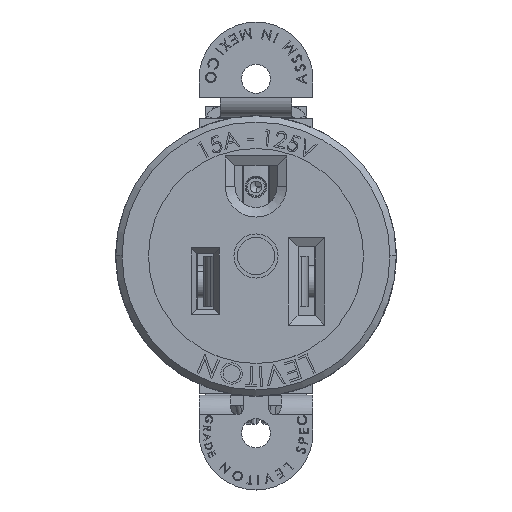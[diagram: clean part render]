
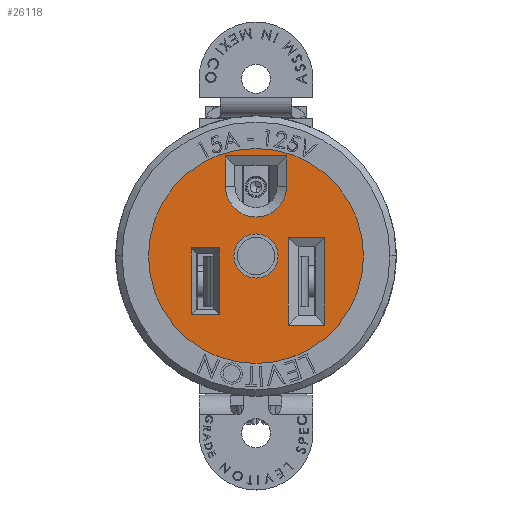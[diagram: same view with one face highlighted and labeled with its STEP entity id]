
A CAD part, top view. The second image highlights one B-rep face of the part: STEP entity #26118.
In plain terms, the highlighted planar face has unit normal (0, 0, 1).
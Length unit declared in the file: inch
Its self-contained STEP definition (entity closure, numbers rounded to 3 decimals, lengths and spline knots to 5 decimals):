
#219 = VERTEX_POINT ( 'NONE', #51546 ) ;
#1777 = LINE ( 'NONE', #2155, #32529 ) ;
#2155 = CARTESIAN_POINT ( 'NONE',  ( 0.53998, 1.29243, 2.09932 ) ) ;
#2251 = ORIENTED_EDGE ( 'NONE', *, *, #46171, .F. ) ;
#2422 = CARTESIAN_POINT ( 'NONE',  ( 0.11635, 0.81093, 2.09932 ) ) ;
#3185 = CARTESIAN_POINT ( 'NONE',  ( 0.43598, 1.14143, 2.09932 ) ) ;
#3984 = VERTEX_POINT ( 'NONE', #25200 ) ;
#5124 = VERTEX_POINT ( 'NONE', #44541 ) ;
#5763 = CIRCLE ( 'NONE', #31523, 0.531 ) ;
#6116 = ORIENTED_EDGE ( 'NONE', *, *, #88613, .T. ) ;
#6518 = EDGE_CURVE ( 'NONE', #86298, #52363, #1777, .T. ) ;
#6782 = DIRECTION ( 'NONE',  ( 0., 1., 0. ) ) ;
#7386 = EDGE_LOOP ( 'NONE', ( #45987, #51434 ) ) ;
#8195 = CARTESIAN_POINT ( 'NONE',  ( 0.25562, 0.53593, 2.09932 ) ) ;
#8230 = AXIS2_PLACEMENT_3D ( 'NONE', #12083, #21032, #94455 ) ;
#9762 = VERTEX_POINT ( 'NONE', #49565 ) ;
#10273 = VERTEX_POINT ( 'NONE', #20257 ) ;
#12083 = CARTESIAN_POINT ( 'NONE',  ( 0.43598, 0.79843, 2.09932 ) ) ;
#12217 = EDGE_CURVE ( 'NONE', #40471, #69566, #103907, .T. ) ;
#13081 = AXIS2_PLACEMENT_3D ( 'NONE', #55677, #71623, #46720 ) ;
#13410 = ORIENTED_EDGE ( 'NONE', *, *, #30470, .T. ) ;
#14652 = VECTOR ( 'NONE', #17796, 39.37008 ) ;
#14786 = CARTESIAN_POINT ( 'NONE',  ( 0.11635, 0.50879, 2.09932 ) ) ;
#15035 = CARTESIAN_POINT ( 'NONE',  ( 0.22848, 0.83807, 2.09932 ) ) ;
#15392 = DIRECTION ( 'NONE',  ( 1., 0., 0. ) ) ;
#16273 = DIRECTION ( 'NONE',  ( 0., 0., 1. ) ) ;
#16333 = EDGE_CURVE ( 'NONE', #81057, #29161, #102247, .T. ) ;
#16701 = CARTESIAN_POINT ( 'NONE',  ( 0.43598, 0.79843, 2.09932 ) ) ;
#16998 = VECTOR ( 'NONE', #6782, 39.37008 ) ;
#17089 = CARTESIAN_POINT ( 'NONE',  ( -0.09502, 0.79843, 2.09932 ) ) ;
#17796 = DIRECTION ( 'NONE',  ( -1., 0., 0. ) ) ;
#19251 = DIRECTION ( 'NONE',  ( 1., 0., 0. ) ) ;
#19462 = VERTEX_POINT ( 'NONE', #17089 ) ;
#20257 = CARTESIAN_POINT ( 'NONE',  ( 0.11635, 0.83807, 2.09932 ) ) ;
#20844 = CARTESIAN_POINT ( 'NONE',  ( 0.58698, 1.29243, 2.09932 ) ) ;
#21032 = DIRECTION ( 'NONE',  ( 0., 0., 1. ) ) ;
#21341 = ORIENTED_EDGE ( 'NONE', *, *, #72383, .T. ) ;
#25200 = CARTESIAN_POINT ( 'NONE',  ( 0.77548, 0.89043, 2.09932 ) ) ;
#26118 = ADVANCED_FACE ( 'NONE', ( #92670, #53964, #57796, #52638, #32058 ), #68576, .T. ) ;
#27224 = AXIS2_PLACEMENT_3D ( 'NONE', #57588, #16273, #91123 ) ;
#27859 = EDGE_LOOP ( 'NONE', ( #21341, #69832, #80231, #89936 ) ) ;
#27866 = LINE ( 'NONE', #46968, #61339 ) ;
#28355 = VERTEX_POINT ( 'NONE', #94104 ) ;
#28465 = CARTESIAN_POINT ( 'NONE',  ( 0.28498, 1.29243, 2.09932 ) ) ;
#29110 = DIRECTION ( 'NONE',  ( 1., 0., 0. ) ) ;
#29161 = VERTEX_POINT ( 'NONE', #14786 ) ;
#30470 = EDGE_CURVE ( 'NONE', #10273, #55534, #38005, .T. ) ;
#31523 = AXIS2_PLACEMENT_3D ( 'NONE', #16701, #91912, #73924 ) ;
#31680 = CIRCLE ( 'NONE', #27224, 0.109 ) ;
#32058 = FACE_OUTER_BOUND ( 'NONE', #7386, .T. ) ;
#32529 = VECTOR ( 'NONE', #46150, 39.37008 ) ;
#32985 = EDGE_CURVE ( 'NONE', #29161, #10273, #88427, .T. ) ;
#33238 = VECTOR ( 'NONE', #50736, 39.37008 ) ;
#33765 = DIRECTION ( 'NONE',  ( 0., -1., 0. ) ) ;
#34803 = VECTOR ( 'NONE', #40883, 39.37008 ) ;
#35598 = CARTESIAN_POINT ( 'NONE',  ( 0.58698, 1.14143, 2.09932 ) ) ;
#36587 = LINE ( 'NONE', #75614, #88113 ) ;
#38005 = LINE ( 'NONE', #15035, #65054 ) ;
#39639 = ORIENTED_EDGE ( 'NONE', *, *, #51804, .T. ) ;
#40471 = VERTEX_POINT ( 'NONE', #74443 ) ;
#40504 = EDGE_CURVE ( 'NONE', #55534, #81057, #47663, .T. ) ;
#40883 = DIRECTION ( 'NONE',  ( 0., -1., 0. ) ) ;
#41961 = ORIENTED_EDGE ( 'NONE', *, *, #98374, .T. ) ;
#44541 = CARTESIAN_POINT ( 'NONE',  ( 0.77548, 0.45643, 2.09932 ) ) ;
#45909 = ORIENTED_EDGE ( 'NONE', *, *, #46462, .T. ) ;
#45987 = ORIENTED_EDGE ( 'NONE', *, *, #51592, .T. ) ;
#46150 = DIRECTION ( 'NONE',  ( 1., 0., 0. ) ) ;
#46171 = EDGE_CURVE ( 'NONE', #69566, #40471, #31680, .T. ) ;
#46462 = EDGE_CURVE ( 'NONE', #9762, #3984, #88229, .T. ) ;
#46720 = DIRECTION ( 'NONE',  ( 1., 0., 0. ) ) ;
#46956 = CIRCLE ( 'NONE', #13081, 0.531 ) ;
#46968 = CARTESIAN_POINT ( 'NONE',  ( 0.28498, 1.24543, 2.09932 ) ) ;
#47271 = ORIENTED_EDGE ( 'NONE', *, *, #12217, .F. ) ;
#47663 = LINE ( 'NONE', #8195, #34803 ) ;
#49392 = ORIENTED_EDGE ( 'NONE', *, *, #16333, .T. ) ;
#49466 = CARTESIAN_POINT ( 'NONE',  ( 0.96698, 0.79843, 2.09932 ) ) ;
#49565 = CARTESIAN_POINT ( 'NONE',  ( 0.59648, 0.89043, 2.09932 ) ) ;
#50736 = DIRECTION ( 'NONE',  ( 0., -1., 0. ) ) ;
#51434 = ORIENTED_EDGE ( 'NONE', *, *, #85956, .T. ) ;
#51546 = CARTESIAN_POINT ( 'NONE',  ( 0.28498, 1.14143, 2.09932 ) ) ;
#51592 = EDGE_CURVE ( 'NONE', #19462, #92865, #46956, .T. ) ;
#51804 = EDGE_CURVE ( 'NONE', #57325, #9762, #91763, .T. ) ;
#52363 = VERTEX_POINT ( 'NONE', #20844 ) ;
#52429 = CARTESIAN_POINT ( 'NONE',  ( 0.25562, 0.50879, 2.09932 ) ) ;
#52638 = FACE_BOUND ( 'NONE', #78027, .T. ) ;
#53652 = CARTESIAN_POINT ( 'NONE',  ( 0.32698, 0.79843, 2.09932 ) ) ;
#53896 = ORIENTED_EDGE ( 'NONE', *, *, #40504, .T. ) ;
#53964 = FACE_BOUND ( 'NONE', #81125, .T. ) ;
#55534 = VERTEX_POINT ( 'NONE', #67141 ) ;
#55677 = CARTESIAN_POINT ( 'NONE',  ( 0.43598, 0.79843, 2.09932 ) ) ;
#56338 = DIRECTION ( 'NONE',  ( -1., 0., 0. ) ) ;
#57325 = VERTEX_POINT ( 'NONE', #93411 ) ;
#57486 = CARTESIAN_POINT ( 'NONE',  ( 0.59648, 0.84343, 2.09932 ) ) ;
#57588 = CARTESIAN_POINT ( 'NONE',  ( 0.43598, 0.79843, 2.09932 ) ) ;
#57796 = FACE_BOUND ( 'NONE', #27859, .T. ) ;
#59094 = ORIENTED_EDGE ( 'NONE', *, *, #32985, .T. ) ;
#61339 = VECTOR ( 'NONE', #72546, 39.37008 ) ;
#63896 = EDGE_CURVE ( 'NONE', #52363, #28355, #82271, .T. ) ;
#65054 = VECTOR ( 'NONE', #15392, 39.37008 ) ;
#66414 = AXIS2_PLACEMENT_3D ( 'NONE', #85492, #100956, #19251 ) ;
#67141 = CARTESIAN_POINT ( 'NONE',  ( 0.25562, 0.83807, 2.09932 ) ) ;
#67878 = DIRECTION ( 'NONE',  ( 0., 1., 0. ) ) ;
#68576 = PLANE ( 'NONE',  #66414 ) ;
#68645 = DIRECTION ( 'NONE',  ( 0., 0., -1. ) ) ;
#69566 = VERTEX_POINT ( 'NONE', #53652 ) ;
#69832 = ORIENTED_EDGE ( 'NONE', *, *, #6518, .T. ) ;
#71623 = DIRECTION ( 'NONE',  ( 0., 0., 1. ) ) ;
#71888 = CARTESIAN_POINT ( 'NONE',  ( 0.64348, 0.45643, 2.09932 ) ) ;
#72383 = EDGE_CURVE ( 'NONE', #219, #86298, #27866, .T. ) ;
#72546 = DIRECTION ( 'NONE',  ( 0., 1., 0. ) ) ;
#72990 = EDGE_LOOP ( 'NONE', ( #59094, #13410, #53896, #49392 ) ) ;
#73924 = DIRECTION ( 'NONE',  ( 1., 0., 0. ) ) ;
#74127 = VECTOR ( 'NONE', #29110, 39.37008 ) ;
#74340 = VECTOR ( 'NONE', #67878, 39.37008 ) ;
#74354 = CIRCLE ( 'NONE', #97868, 0.151 ) ;
#74443 = CARTESIAN_POINT ( 'NONE',  ( 0.54498, 0.79843, 2.09932 ) ) ;
#75614 = CARTESIAN_POINT ( 'NONE',  ( 0.77548, 0.50343, 2.09932 ) ) ;
#77337 = DIRECTION ( 'NONE',  ( 1., 0., 0. ) ) ;
#77808 = VECTOR ( 'NONE', #56338, 39.37008 ) ;
#78027 = EDGE_LOOP ( 'NONE', ( #47271, #2251 ) ) ;
#80231 = ORIENTED_EDGE ( 'NONE', *, *, #63896, .T. ) ;
#80372 = LINE ( 'NONE', #71888, #77808 ) ;
#81057 = VERTEX_POINT ( 'NONE', #52429 ) ;
#81125 = EDGE_LOOP ( 'NONE', ( #39639, #45909, #41961, #6116 ) ) ;
#82271 = LINE ( 'NONE', #35598, #33238 ) ;
#85492 = CARTESIAN_POINT ( 'NONE',  ( 0.43598, 0.79843, 2.09932 ) ) ;
#85956 = EDGE_CURVE ( 'NONE', #92865, #19462, #5763, .T. ) ;
#86298 = VERTEX_POINT ( 'NONE', #28465 ) ;
#87092 = CARTESIAN_POINT ( 'NONE',  ( 0.72848, 0.89043, 2.09932 ) ) ;
#88113 = VECTOR ( 'NONE', #33765, 39.37008 ) ;
#88229 = LINE ( 'NONE', #87092, #74127 ) ;
#88427 = LINE ( 'NONE', #2422, #74340 ) ;
#88613 = EDGE_CURVE ( 'NONE', #5124, #57325, #80372, .T. ) ;
#89936 = ORIENTED_EDGE ( 'NONE', *, *, #105812, .T. ) ;
#91123 = DIRECTION ( 'NONE',  ( 1., 0., 0. ) ) ;
#91763 = LINE ( 'NONE', #57486, #16998 ) ;
#91912 = DIRECTION ( 'NONE',  ( 0., 0., 1. ) ) ;
#92670 = FACE_BOUND ( 'NONE', #72990, .T. ) ;
#92865 = VERTEX_POINT ( 'NONE', #49466 ) ;
#93411 = CARTESIAN_POINT ( 'NONE',  ( 0.59648, 0.45643, 2.09932 ) ) ;
#94104 = CARTESIAN_POINT ( 'NONE',  ( 0.58698, 1.14143, 2.09932 ) ) ;
#94455 = DIRECTION ( 'NONE',  ( 1., 0., 0. ) ) ;
#97868 = AXIS2_PLACEMENT_3D ( 'NONE', #3185, #68645, #77337 ) ;
#98374 = EDGE_CURVE ( 'NONE', #3984, #5124, #36587, .T. ) ;
#100956 = DIRECTION ( 'NONE',  ( 0., 0., 1. ) ) ;
#101585 = CARTESIAN_POINT ( 'NONE',  ( 0.14348, 0.50879, 2.09932 ) ) ;
#102247 = LINE ( 'NONE', #101585, #14652 ) ;
#103907 = CIRCLE ( 'NONE', #8230, 0.109 ) ;
#105812 = EDGE_CURVE ( 'NONE', #28355, #219, #74354, .T. ) ;
